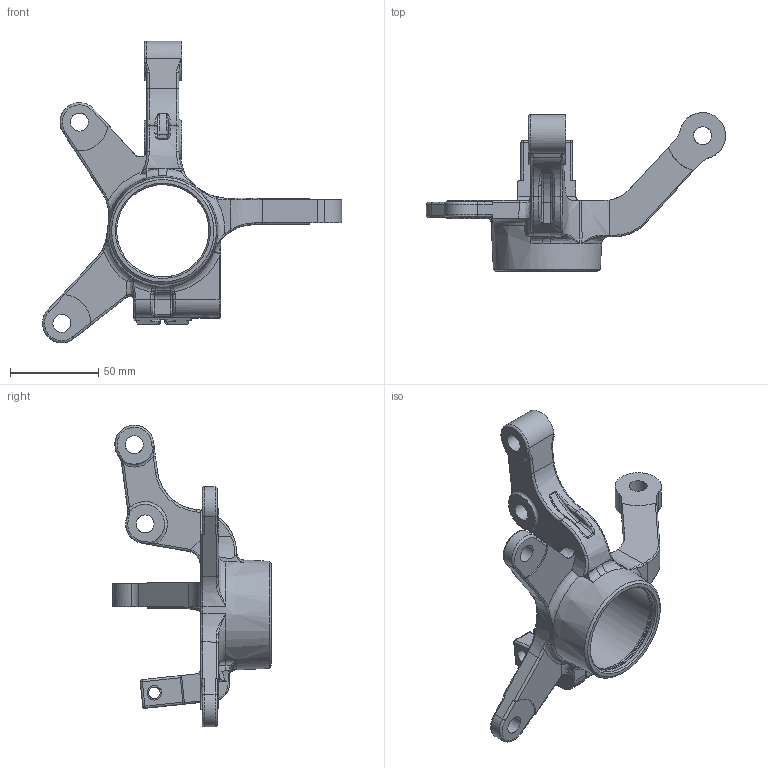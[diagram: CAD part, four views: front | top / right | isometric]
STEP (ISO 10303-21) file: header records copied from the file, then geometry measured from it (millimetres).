
FILE_DESCRIPTION(('FreeCAD Model'),'2;1');
FILE_NAME('Open CASCADE Shape Model','2025-04-17T10:37:22',('FreeCAD'),( 'FreeCAD'),'Open CASCADE STEP processor 7.6','FreeCAD','Unknown');
FILE_SCHEMA(('AUTOMOTIVE_DESIGN { 1 0 10303 214 1 1 1 1 }'));
Length unit declared in the file: millimetre
Products named in the file (1): Open CASCADE STEP translator 7.6 1
Bounding box: 169.91 x 90.05 x 171.25 mm (x, y, z)
Volume: 159282.5 mm3; surface area: 47285.6 mm2
Topology: 1 solids, 1 shells, 287 faces, 732 edges, 440 vertices
Faces by surface type: bspline 287
Entity records: 11228 total; most frequent: CARTESIAN_POINT 7154, ORIENTED_EDGE 1442, EDGE_CURVE 721, VERTEX_POINT 440, B_SPLINE_CURVE_WITH_KNOTS 427, FACE_BOUND 307, EDGE_LOOP 307, ADVANCED_FACE 287
